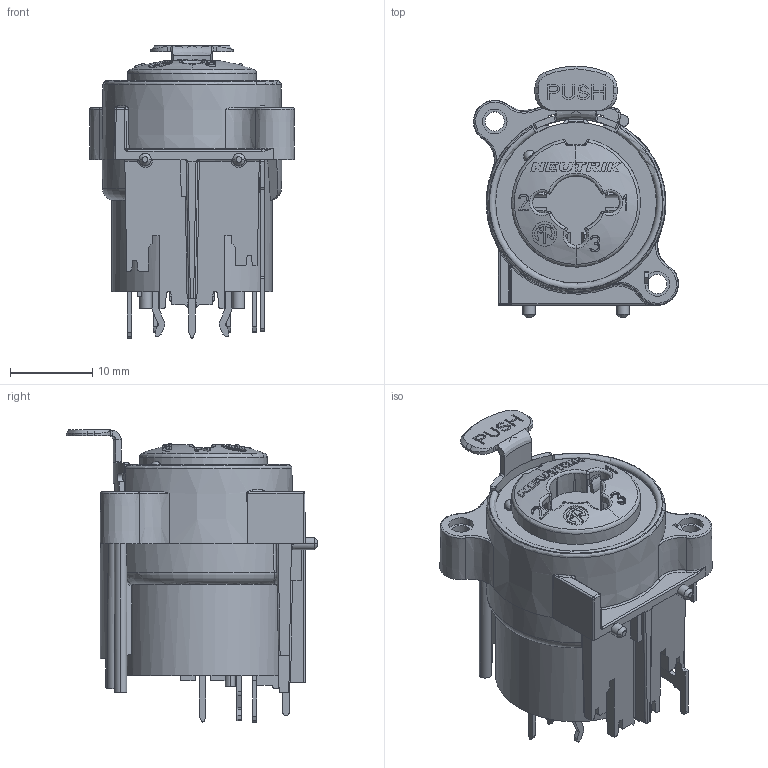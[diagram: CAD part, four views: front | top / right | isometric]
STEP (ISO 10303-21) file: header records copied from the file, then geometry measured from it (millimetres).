
FILE_DESCRIPTION((''),'2;1');
FILE_NAME('30013038','2025-12-26T14:18:21',('jun.zhang'),(''),'CREO PARAMETRIC BY PTC INC, 2023424','CREO PARAMETRIC BY PTC INC, 2023424','');
FILE_SCHEMA(('AUTOMOTIVE_DESIGN { 1 0 10303 214 1 1 1 1 }'));
Length unit declared in the file: millimetre
Products named in the file (1): 30013038
Bounding box: 25 x 30.61 x 35.59 mm (x, y, z)
Volume: 9959.1 mm3; surface area: 5101.4 mm2
Topology: 1 solids, 3 shells, 1066 faces, 3102 edges, 2045 vertices
Faces by surface type: plane 656, cylinder 230, bspline 64, cone 60, sphere 30, torus 24, extrusion 2
Entity records: 43479 total; most frequent: CARTESIAN_POINT 12568, ORIENTED_EDGE 6160, DIRECTION 5290, EDGE_CURVE 3080, VERTEX_POINT 2043, AXIS2_PLACEMENT_3D 1832, VECTOR 1626, LINE 1624
